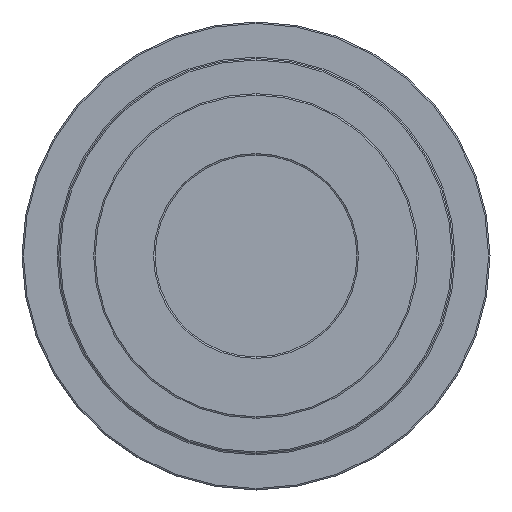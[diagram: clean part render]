
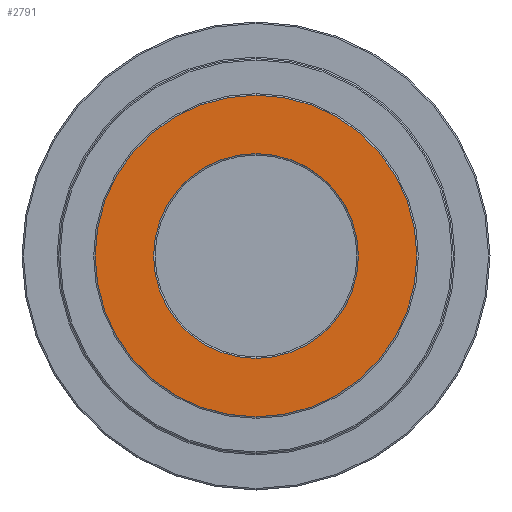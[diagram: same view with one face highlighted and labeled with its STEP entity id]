
A CAD part, front view. The second image highlights one B-rep face of the part: STEP entity #2791.
In plain terms, the highlighted planar face has unit normal (0, -1, 0).
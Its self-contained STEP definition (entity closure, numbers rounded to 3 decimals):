
#86 = CARTESIAN_POINT ( 'NONE',  ( 0., -50., -140. ) ) ;
#129 = CARTESIAN_POINT ( 'NONE',  ( 0., -50., 220. ) ) ;
#163 = CARTESIAN_POINT ( 'NONE',  ( 0., -50., 0. ) ) ;
#243 = DIRECTION ( 'NONE',  ( 0., 0., 1. ) ) ;
#330 = CARTESIAN_POINT ( 'NONE',  ( 0., -50., 0. ) ) ;
#394 = VERTEX_POINT ( 'NONE', #129 ) ;
#454 = EDGE_LOOP ( 'NONE', ( #1800, #727 ) ) ;
#538 = EDGE_LOOP ( 'NONE', ( #641, #3004 ) ) ;
#584 = EDGE_CURVE ( 'NONE', #1396, #1212, #1358, .T. ) ;
#641 = ORIENTED_EDGE ( 'NONE', *, *, #2129, .F. ) ;
#666 = DIRECTION ( 'NONE',  ( 0., -1., 0. ) ) ;
#727 = ORIENTED_EDGE ( 'NONE', *, *, #584, .T. ) ;
#827 = CIRCLE ( 'NONE', #3174, 220. ) ;
#1112 = CIRCLE ( 'NONE', #1148, 220. ) ;
#1148 = AXIS2_PLACEMENT_3D ( 'NONE', #330, #2630, #2125 ) ;
#1212 = VERTEX_POINT ( 'NONE', #2062 ) ;
#1277 = CIRCLE ( 'NONE', #2278, 140. ) ;
#1307 = AXIS2_PLACEMENT_3D ( 'NONE', #163, #1414, #2234 ) ;
#1320 = DIRECTION ( 'NONE',  ( 0., 0., 1. ) ) ;
#1358 = CIRCLE ( 'NONE', #1307, 140. ) ;
#1396 = VERTEX_POINT ( 'NONE', #86 ) ;
#1414 = DIRECTION ( 'NONE',  ( 0., 1., 0. ) ) ;
#1425 = CARTESIAN_POINT ( 'NONE',  ( -220., -50., 0. ) ) ;
#1770 = DIRECTION ( 'NONE',  ( 0., 1., 0. ) ) ;
#1795 = FACE_BOUND ( 'NONE', #454, .T. ) ;
#1800 = ORIENTED_EDGE ( 'NONE', *, *, #1941, .T. ) ;
#1937 = DIRECTION ( 'NONE',  ( 0., 0., -1. ) ) ;
#1941 = EDGE_CURVE ( 'NONE', #1212, #1396, #1277, .T. ) ;
#1956 = VERTEX_POINT ( 'NONE', #2535 ) ;
#2062 = CARTESIAN_POINT ( 'NONE',  ( 0., -50., 140. ) ) ;
#2125 = DIRECTION ( 'NONE',  ( 0., 0., 1. ) ) ;
#2129 = EDGE_CURVE ( 'NONE', #394, #1956, #827, .T. ) ;
#2234 = DIRECTION ( 'NONE',  ( 0., 0., 1. ) ) ;
#2278 = AXIS2_PLACEMENT_3D ( 'NONE', #2291, #1770, #243 ) ;
#2291 = CARTESIAN_POINT ( 'NONE',  ( 0., -50., 0. ) ) ;
#2419 = PLANE ( 'NONE',  #3234 ) ;
#2535 = CARTESIAN_POINT ( 'NONE',  ( 0., -50., -220. ) ) ;
#2598 = CARTESIAN_POINT ( 'NONE',  ( 0., -50., 0. ) ) ;
#2630 = DIRECTION ( 'NONE',  ( 0., 1., 0. ) ) ;
#2777 = EDGE_CURVE ( 'NONE', #1956, #394, #1112, .T. ) ;
#2791 = ADVANCED_FACE ( 'NONE', ( #1795, #2952 ), #2419, .T. ) ;
#2856 = DIRECTION ( 'NONE',  ( 0., 1., 0. ) ) ;
#2952 = FACE_OUTER_BOUND ( 'NONE', #538, .T. ) ;
#3004 = ORIENTED_EDGE ( 'NONE', *, *, #2777, .F. ) ;
#3174 = AXIS2_PLACEMENT_3D ( 'NONE', #2598, #2856, #1320 ) ;
#3234 = AXIS2_PLACEMENT_3D ( 'NONE', #1425, #666, #1937 ) ;
